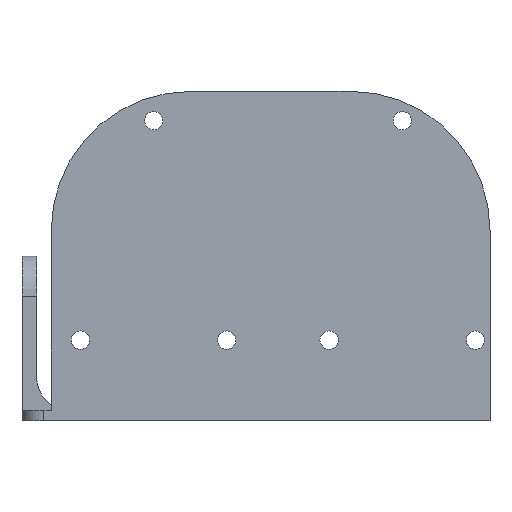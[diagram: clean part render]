
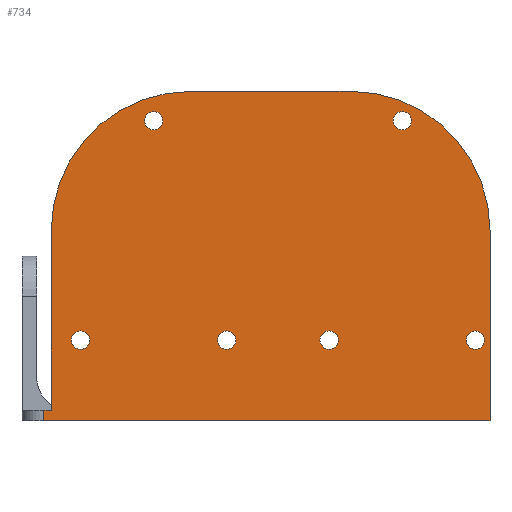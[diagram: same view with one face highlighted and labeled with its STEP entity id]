
A CAD part, left-side view. The second image highlights one B-rep face of the part: STEP entity #734.
In plain terms, the highlighted planar face has unit normal (-1, 0, 0).
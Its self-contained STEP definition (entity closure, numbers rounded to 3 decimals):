
#35=FACE_BOUND('',#133,.T.);
#36=FACE_BOUND('',#134,.T.);
#37=FACE_BOUND('',#135,.T.);
#38=FACE_BOUND('',#136,.T.);
#39=FACE_BOUND('',#137,.T.);
#40=FACE_BOUND('',#138,.T.);
#57=PLANE('',#820);
#79=FACE_OUTER_BOUND('',#132,.T.);
#132=EDGE_LOOP('',(#593,#594,#595,#596,#597,#598,#599,#600));
#133=EDGE_LOOP('',(#601));
#134=EDGE_LOOP('',(#602));
#135=EDGE_LOOP('',(#603));
#136=EDGE_LOOP('',(#604));
#137=EDGE_LOOP('',(#605));
#138=EDGE_LOOP('',(#606));
#170=LINE('',#1102,#224);
#178=LINE('',#1124,#232);
#192=LINE('',#1171,#246);
#202=LINE('',#1219,#256);
#204=LINE('',#1222,#258);
#205=LINE('',#1224,#259);
#224=VECTOR('',#884,10.);
#232=VECTOR('',#902,10.);
#246=VECTOR('',#944,10.);
#256=VECTOR('',#994,10.);
#258=VECTOR('',#998,10.);
#259=VECTOR('',#1001,10.);
#308=CIRCLE('',#818,19.);
#309=CIRCLE('',#821,19.);
#310=CIRCLE('',#822,1.25);
#311=CIRCLE('',#823,1.25);
#312=CIRCLE('',#824,1.25);
#313=CIRCLE('',#825,1.25);
#314=CIRCLE('',#826,1.25);
#315=CIRCLE('',#827,1.25);
#329=VERTEX_POINT('',#1099);
#330=VERTEX_POINT('',#1101);
#339=VERTEX_POINT('',#1123);
#357=VERTEX_POINT('',#1168);
#358=VERTEX_POINT('',#1170);
#374=VERTEX_POINT('',#1212);
#375=VERTEX_POINT('',#1214);
#376=VERTEX_POINT('',#1218);
#377=VERTEX_POINT('',#1225);
#378=VERTEX_POINT('',#1227);
#379=VERTEX_POINT('',#1229);
#380=VERTEX_POINT('',#1231);
#381=VERTEX_POINT('',#1233);
#382=VERTEX_POINT('',#1235);
#401=EDGE_CURVE('',#329,#330,#170,.T.);
#412=EDGE_CURVE('',#339,#330,#178,.T.);
#436=EDGE_CURVE('',#358,#357,#192,.T.);
#458=EDGE_CURVE('',#374,#375,#308,.T.);
#460=EDGE_CURVE('',#375,#376,#202,.T.);
#462=EDGE_CURVE('',#329,#358,#204,.T.);
#463=EDGE_CURVE('',#376,#357,#309,.T.);
#464=EDGE_CURVE('',#339,#374,#205,.T.);
#465=EDGE_CURVE('',#377,#377,#310,.T.);
#466=EDGE_CURVE('',#378,#378,#311,.T.);
#467=EDGE_CURVE('',#379,#379,#312,.T.);
#468=EDGE_CURVE('',#380,#380,#313,.T.);
#469=EDGE_CURVE('',#381,#381,#314,.T.);
#470=EDGE_CURVE('',#382,#382,#315,.T.);
#593=ORIENTED_EDGE('',*,*,#401,.F.);
#594=ORIENTED_EDGE('',*,*,#462,.T.);
#595=ORIENTED_EDGE('',*,*,#436,.T.);
#596=ORIENTED_EDGE('',*,*,#463,.F.);
#597=ORIENTED_EDGE('',*,*,#460,.F.);
#598=ORIENTED_EDGE('',*,*,#458,.F.);
#599=ORIENTED_EDGE('',*,*,#464,.F.);
#600=ORIENTED_EDGE('',*,*,#412,.T.);
#601=ORIENTED_EDGE('',*,*,#465,.T.);
#602=ORIENTED_EDGE('',*,*,#466,.T.);
#603=ORIENTED_EDGE('',*,*,#467,.T.);
#604=ORIENTED_EDGE('',*,*,#468,.T.);
#605=ORIENTED_EDGE('',*,*,#469,.T.);
#606=ORIENTED_EDGE('',*,*,#470,.T.);
#734=ADVANCED_FACE('',(#79,#35,#36,#37,#38,#39,#40),#57,.T.);
#818=AXIS2_PLACEMENT_3D('',#1215,#989,#990);
#820=AXIS2_PLACEMENT_3D('',#1221,#996,#997);
#821=AXIS2_PLACEMENT_3D('',#1223,#999,#1000);
#822=AXIS2_PLACEMENT_3D('',#1226,#1002,#1003);
#823=AXIS2_PLACEMENT_3D('',#1228,#1004,#1005);
#824=AXIS2_PLACEMENT_3D('',#1230,#1006,#1007);
#825=AXIS2_PLACEMENT_3D('',#1232,#1008,#1009);
#826=AXIS2_PLACEMENT_3D('',#1234,#1010,#1011);
#827=AXIS2_PLACEMENT_3D('',#1236,#1012,#1013);
#884=DIRECTION('',(0.,0.,1.));
#902=DIRECTION('',(0.,1.,0.));
#944=DIRECTION('',(0.,0.,1.));
#989=DIRECTION('center_axis',(1.,0.,0.));
#990=DIRECTION('ref_axis',(0.,0.707,0.707));
#994=DIRECTION('',(0.,-1.,0.));
#996=DIRECTION('center_axis',(-1.,0.,0.));
#997=DIRECTION('ref_axis',(0.,0.,1.));
#998=DIRECTION('',(0.,-1.,0.));
#999=DIRECTION('center_axis',(1.,0.,0.));
#1000=DIRECTION('ref_axis',(0.,-0.707,0.707));
#1001=DIRECTION('',(0.,0.,1.));
#1002=DIRECTION('center_axis',(1.,0.,0.));
#1003=DIRECTION('ref_axis',(0.,-1.,0.));
#1004=DIRECTION('center_axis',(1.,0.,0.));
#1005=DIRECTION('ref_axis',(0.,-1.,0.));
#1006=DIRECTION('center_axis',(1.,0.,0.));
#1007=DIRECTION('ref_axis',(0.,-1.,0.));
#1008=DIRECTION('center_axis',(1.,0.,0.));
#1009=DIRECTION('ref_axis',(0.,-1.,0.));
#1010=DIRECTION('center_axis',(1.,0.,0.));
#1011=DIRECTION('ref_axis',(0.,-1.,0.));
#1012=DIRECTION('center_axis',(1.,0.,0.));
#1013=DIRECTION('ref_axis',(0.,-1.,0.));
#1099=CARTESIAN_POINT('',(-31.5,31.,0.));
#1101=CARTESIAN_POINT('',(-31.5,31.,1.4));
#1102=CARTESIAN_POINT('',(-31.5,31.,0.));
#1123=CARTESIAN_POINT('',(-31.5,30.,1.4));
#1124=CARTESIAN_POINT('',(-31.5,30.,1.4));
#1168=CARTESIAN_POINT('',(-31.5,-30.,26.));
#1170=CARTESIAN_POINT('',(-31.5,-30.,0.));
#1171=CARTESIAN_POINT('',(-31.5,-30.,0.));
#1212=CARTESIAN_POINT('',(-31.5,30.,26.));
#1214=CARTESIAN_POINT('',(-31.5,11.,45.));
#1215=CARTESIAN_POINT('Origin',(-31.5,11.,26.));
#1218=CARTESIAN_POINT('',(-31.5,-11.,45.));
#1219=CARTESIAN_POINT('',(-31.5,30.,45.));
#1221=CARTESIAN_POINT('Origin',(-31.5,30.,0.));
#1222=CARTESIAN_POINT('',(-31.5,30.,0.));
#1223=CARTESIAN_POINT('Origin',(-31.5,-11.,26.));
#1224=CARTESIAN_POINT('',(-31.5,30.,1.4));
#1225=CARTESIAN_POINT('',(-31.5,-26.75,11.));
#1226=CARTESIAN_POINT('Origin',(-31.5,-28.,11.));
#1227=CARTESIAN_POINT('',(-31.5,-6.75,11.));
#1228=CARTESIAN_POINT('Origin',(-31.5,-8.,11.));
#1229=CARTESIAN_POINT('',(-31.5,7.25,11.));
#1230=CARTESIAN_POINT('Origin',(-31.5,6.,11.));
#1231=CARTESIAN_POINT('',(-31.5,-16.75,41.));
#1232=CARTESIAN_POINT('Origin',(-31.5,-18.,41.));
#1233=CARTESIAN_POINT('',(-31.5,27.25,11.));
#1234=CARTESIAN_POINT('Origin',(-31.5,26.,11.));
#1235=CARTESIAN_POINT('',(-31.5,17.25,41.));
#1236=CARTESIAN_POINT('Origin',(-31.5,16.,41.));
